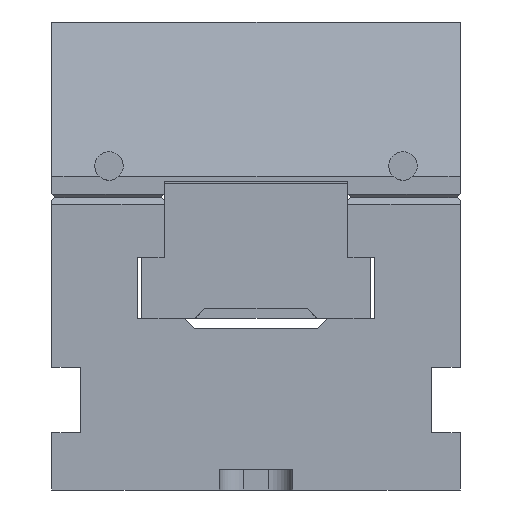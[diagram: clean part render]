
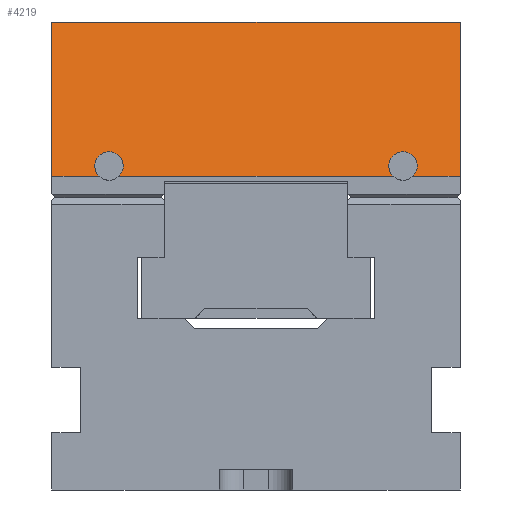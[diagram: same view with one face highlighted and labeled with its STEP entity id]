
A CAD part, front view. The second image highlights one B-rep face of the part: STEP entity #4219.
In plain terms, the highlighted face is planar.
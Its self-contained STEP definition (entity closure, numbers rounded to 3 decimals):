
#4219 = ADVANCED_FACE( '', ( #8578 ), #8579, .F. );
#8578 = FACE_OUTER_BOUND( '', #12992, .T. );
#8579 = PLANE( '', #12993 );
#12992 = EDGE_LOOP( '', ( #25564, #25565, #25566, #25567, #25568, #25569, #25570, #25571 ) );
#12993 = AXIS2_PLACEMENT_3D( '', #25572, #25573, #25574 );
#25564 = ORIENTED_EDGE( '', *, *, #26653, .T. );
#25565 = ORIENTED_EDGE( '', *, *, #30975, .T. );
#25566 = ORIENTED_EDGE( '', *, *, #26651, .T. );
#25567 = ORIENTED_EDGE( '', *, *, #28242, .T. );
#25568 = ORIENTED_EDGE( '', *, *, #31434, .F. );
#25569 = ORIENTED_EDGE( '', *, *, #31435, .F. );
#25570 = ORIENTED_EDGE( '', *, *, #26655, .T. );
#25571 = ORIENTED_EDGE( '', *, *, #29055, .T. );
#25572 = CARTESIAN_POINT( '', ( 49.975, 13.866, 43. ) );
#25573 = DIRECTION( '', ( 0., -0.966, -0.259 ) );
#25574 = DIRECTION( '', ( 0., 0.259, -0.966 ) );
#26651 = EDGE_CURVE( '', #32018, #32016, #32019, .T. );
#26653 = EDGE_CURVE( '', #32022, #32020, #32023, .T. );
#26655 = EDGE_CURVE( '', #32026, #32024, #32027, .T. );
#28242 = EDGE_CURVE( '', #32016, #34870, #34872, .T. );
#29055 = EDGE_CURVE( '', #32024, #32022, #36091, .T. );
#30975 = EDGE_CURVE( '', #32020, #32018, #38652, .T. );
#31434 = EDGE_CURVE( '', #39155, #34870, #39156, .T. );
#31435 = EDGE_CURVE( '', #32026, #39155, #39157, .T. );
#32016 = VERTEX_POINT( '', #39939 );
#32018 = VERTEX_POINT( '', #39942 );
#32019 = LINE( '', #39943, #39944 );
#32020 = VERTEX_POINT( '', #39945 );
#32022 = VERTEX_POINT( '', #39947 );
#32023 = LINE( '', #39948, #39949 );
#32024 = VERTEX_POINT( '', #39950 );
#32026 = VERTEX_POINT( '', #39952 );
#32027 = LINE( '', #39953, #39954 );
#34870 = VERTEX_POINT( '', #44154 );
#34872 = LINE( '', #44157, #44158 );
#36091 = ELLIPSE( '', #45938, 3.623, 3.5 );
#38652 = ELLIPSE( '', #49711, 3.623, 3.5 );
#39155 = VERTEX_POINT( '', #50418 );
#39156 = LINE( '', #50419, #50420 );
#39157 = LINE( '', #50421, #50422 );
#39939 = CARTESIAN_POINT( '', ( -49.975, 24., 5.18 ) );
#39942 = CARTESIAN_POINT( '', ( -38.376, 24., 5.18 ) );
#39943 = CARTESIAN_POINT( '', ( 49.975, 24., 5.18 ) );
#39944 = VECTOR( '', #50778, 1000. );
#39945 = CARTESIAN_POINT( '', ( -33.624, 24., 5.18 ) );
#39947 = CARTESIAN_POINT( '', ( 33.624, 24., 5.18 ) );
#39948 = CARTESIAN_POINT( '', ( 49.975, 24., 5.18 ) );
#39949 = VECTOR( '', #50782, 1000. );
#39950 = CARTESIAN_POINT( '', ( 38.376, 24., 5.18 ) );
#39952 = CARTESIAN_POINT( '', ( 49.975, 24., 5.18 ) );
#39953 = CARTESIAN_POINT( '', ( 49.975, 24., 5.18 ) );
#39954 = VECTOR( '', #50786, 1000. );
#44154 = CARTESIAN_POINT( '', ( -49.975, 13.866, 43. ) );
#44157 = CARTESIAN_POINT( '', ( -49.975, 13.866, 43. ) );
#44158 = VECTOR( '', #52319, 1000. );
#45938 = AXIS2_PLACEMENT_3D( '', #53010, #53011, #53012 );
#49711 = AXIS2_PLACEMENT_3D( '', #54498, #54499, #54500 );
#50418 = CARTESIAN_POINT( '', ( 49.975, 13.866, 43. ) );
#50419 = CARTESIAN_POINT( '', ( 49.975, 13.866, 43. ) );
#50420 = VECTOR( '', #54747, 1000. );
#50421 = CARTESIAN_POINT( '', ( 49.975, 13.866, 43. ) );
#50422 = VECTOR( '', #54748, 1000. );
#50778 = DIRECTION( '', ( -1., 0., 0. ) );
#50782 = DIRECTION( '', ( -1., 0., 0. ) );
#50786 = DIRECTION( '', ( -1., 0., 0. ) );
#52319 = DIRECTION( '', ( 0., -0.259, 0.966 ) );
#53010 = CARTESIAN_POINT( '', ( 36., 23.311, 7.75 ) );
#53011 = DIRECTION( '', ( 0., -0.966, -0.259 ) );
#53012 = DIRECTION( '', ( 0., 0.259, -0.966 ) );
#54498 = CARTESIAN_POINT( '', ( -36., 23.311, 7.75 ) );
#54499 = DIRECTION( '', ( 0., -0.966, -0.259 ) );
#54500 = DIRECTION( '', ( 0., 0.259, -0.966 ) );
#54747 = DIRECTION( '', ( -1., 0., 0. ) );
#54748 = DIRECTION( '', ( 0., -0.259, 0.966 ) );
